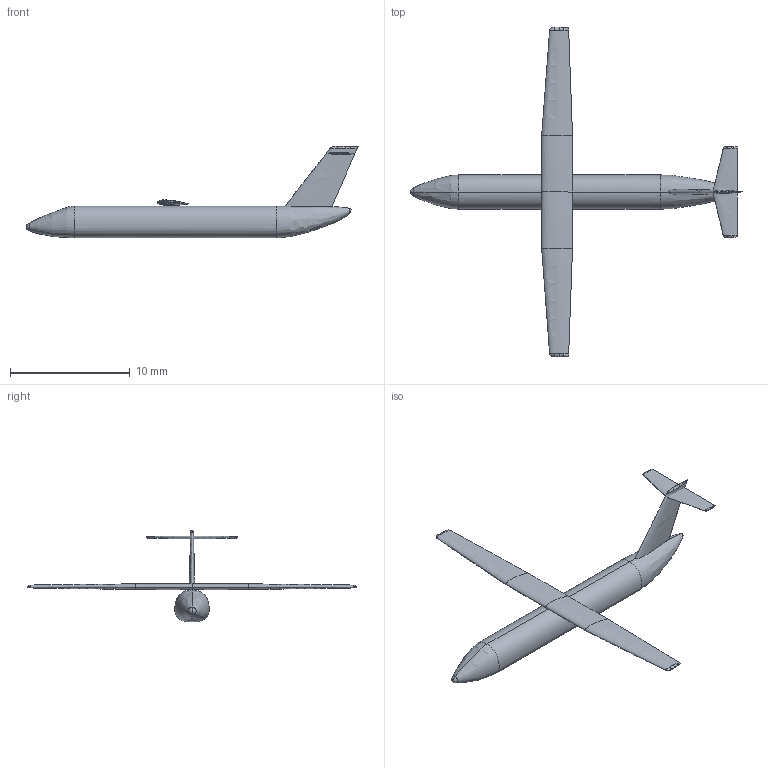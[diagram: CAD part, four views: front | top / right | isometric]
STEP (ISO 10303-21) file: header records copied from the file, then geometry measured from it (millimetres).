
FILE_DESCRIPTION(('Open CASCADE Model'),'2;1');
FILE_NAME('Open CASCADE Shape Model','2018-03-29T00:40:16',('Author'),( 'Open CASCADE'),'Open CASCADE STEP processor 7.0','Open CASCADE 7.0' ,'Unknown');
FILE_SCHEMA(('AUTOMOTIVE_DESIGN { 1 0 10303 214 1 1 1 1 }'));
Length unit declared in the file: millimetre
Products named in the file (5): Aircraft 1; Aircraft 1.1; Aircraft 1.2; Aircraft 1.3; Aircraft 1.4
Assembly tree (4 placements, depth 2):
  Aircraft 1
    Aircraft 1.1
    Aircraft 1.2
    Aircraft 1.3
    Aircraft 1.4
Bounding box: 27.73 x 27.54 x 7.66 mm (x, y, z)
Volume: 20.2 mm3; surface area: 403 mm2
Topology: 3 solids, 5 shells, 80 faces, 186 edges, 110 vertices
Faces by surface type: bspline 80
Entity records: 30827 total; most frequent: CARTESIAN_POINT 28044, ORIENTED_EDGE 344, PCURVE 344, DEFINITIONAL_REPRESENTATION 344, B_SPLINE_CURVE_WITH_KNOTS 289, DIRECTION 211, LINE 201, VECTOR 201
